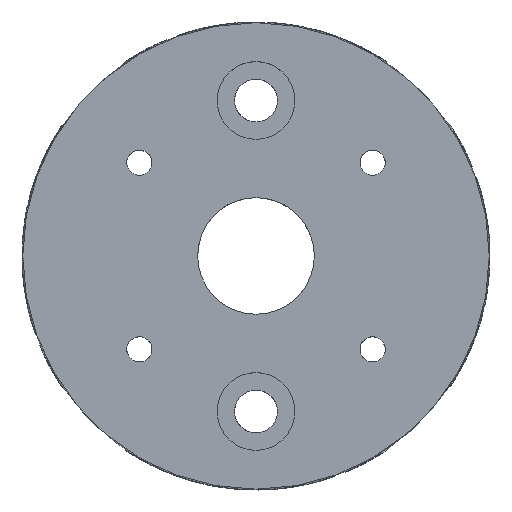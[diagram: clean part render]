
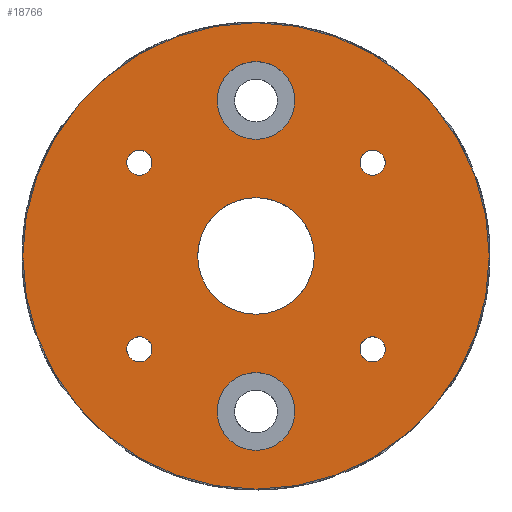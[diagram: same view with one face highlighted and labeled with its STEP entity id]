
A CAD part, top view. The second image highlights one B-rep face of the part: STEP entity #18766.
In plain terms, the highlighted planar face has unit normal (0, 0, 1).
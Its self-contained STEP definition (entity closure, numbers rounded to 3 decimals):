
#553=PLANE('',#19765);
#986=FACE_BOUND('',#4249,.T.);
#987=FACE_BOUND('',#4250,.T.);
#988=FACE_BOUND('',#4251,.T.);
#989=FACE_BOUND('',#4252,.T.);
#990=FACE_BOUND('',#4253,.T.);
#991=FACE_BOUND('',#4254,.T.);
#992=FACE_BOUND('',#4255,.T.);
#3167=FACE_OUTER_BOUND('',#4248,.T.);
#4248=EDGE_LOOP('',(#16685));
#4249=EDGE_LOOP('',(#16686,#16687));
#4250=EDGE_LOOP('',(#16688,#16689));
#4251=EDGE_LOOP('',(#16690,#16691));
#4252=EDGE_LOOP('',(#16692,#16693));
#4253=EDGE_LOOP('',(#16694,#16695));
#4254=EDGE_LOOP('',(#16696,#16697));
#4255=EDGE_LOOP('',(#16698));
#4268=CIRCLE('',#18801,30.);
#4567=CIRCLE('',#19736,1.621);
#4568=CIRCLE('',#19737,1.621);
#4569=CIRCLE('',#19739,1.621);
#4570=CIRCLE('',#19740,1.621);
#4571=CIRCLE('',#19742,1.621);
#4572=CIRCLE('',#19743,1.621);
#4573=CIRCLE('',#19745,1.621);
#4574=CIRCLE('',#19746,1.621);
#4578=CIRCLE('',#19752,5.);
#4579=CIRCLE('',#19753,5.);
#4583=CIRCLE('',#19760,5.);
#4584=CIRCLE('',#19761,5.);
#4585=CIRCLE('',#19764,7.5);
#6905=VERTEX_POINT('',#23001);
#8658=VERTEX_POINT('',#89231);
#8659=VERTEX_POINT('',#89232);
#8660=VERTEX_POINT('',#89237);
#8661=VERTEX_POINT('',#89238);
#8662=VERTEX_POINT('',#89243);
#8663=VERTEX_POINT('',#89244);
#8664=VERTEX_POINT('',#89249);
#8665=VERTEX_POINT('',#89250);
#8669=VERTEX_POINT('',#89262);
#8670=VERTEX_POINT('',#89263);
#8674=VERTEX_POINT('',#89277);
#8675=VERTEX_POINT('',#89278);
#8676=VERTEX_POINT('',#89285);
#8701=EDGE_CURVE('',#6905,#6905,#4268,.T.);
#11324=EDGE_CURVE('',#8658,#8659,#4567,.T.);
#11325=EDGE_CURVE('',#8659,#8658,#4568,.T.);
#11327=EDGE_CURVE('',#8660,#8661,#4569,.T.);
#11328=EDGE_CURVE('',#8661,#8660,#4570,.T.);
#11330=EDGE_CURVE('',#8662,#8663,#4571,.T.);
#11331=EDGE_CURVE('',#8663,#8662,#4572,.T.);
#11333=EDGE_CURVE('',#8664,#8665,#4573,.T.);
#11334=EDGE_CURVE('',#8665,#8664,#4574,.T.);
#11339=EDGE_CURVE('',#8669,#8670,#4578,.T.);
#11340=EDGE_CURVE('',#8670,#8669,#4579,.T.);
#11346=EDGE_CURVE('',#8674,#8675,#4583,.T.);
#11347=EDGE_CURVE('',#8675,#8674,#4584,.T.);
#11350=EDGE_CURVE('',#8676,#8676,#4585,.T.);
#16685=ORIENTED_EDGE('',*,*,#8701,.F.);
#16686=ORIENTED_EDGE('',*,*,#11324,.T.);
#16687=ORIENTED_EDGE('',*,*,#11325,.T.);
#16688=ORIENTED_EDGE('',*,*,#11327,.T.);
#16689=ORIENTED_EDGE('',*,*,#11328,.T.);
#16690=ORIENTED_EDGE('',*,*,#11330,.T.);
#16691=ORIENTED_EDGE('',*,*,#11331,.T.);
#16692=ORIENTED_EDGE('',*,*,#11333,.T.);
#16693=ORIENTED_EDGE('',*,*,#11334,.T.);
#16694=ORIENTED_EDGE('',*,*,#11339,.T.);
#16695=ORIENTED_EDGE('',*,*,#11340,.T.);
#16696=ORIENTED_EDGE('',*,*,#11346,.T.);
#16697=ORIENTED_EDGE('',*,*,#11347,.T.);
#16698=ORIENTED_EDGE('',*,*,#11350,.T.);
#18766=ADVANCED_FACE('',(#3167,#986,#987,#988,#989,#990,#991,#992),#553,
 .F.);
#18801=AXIS2_PLACEMENT_3D('',#23003,#19804,#19805);
#19736=AXIS2_PLACEMENT_3D('',#89233,#22804,#22805);
#19737=AXIS2_PLACEMENT_3D('',#89234,#22806,#22807);
#19739=AXIS2_PLACEMENT_3D('',#89239,#22811,#22812);
#19740=AXIS2_PLACEMENT_3D('',#89240,#22813,#22814);
#19742=AXIS2_PLACEMENT_3D('',#89245,#22818,#22819);
#19743=AXIS2_PLACEMENT_3D('',#89246,#22820,#22821);
#19745=AXIS2_PLACEMENT_3D('',#89251,#22825,#22826);
#19746=AXIS2_PLACEMENT_3D('',#89252,#22827,#22828);
#19752=AXIS2_PLACEMENT_3D('',#89264,#22840,#22841);
#19753=AXIS2_PLACEMENT_3D('',#89265,#22842,#22843);
#19760=AXIS2_PLACEMENT_3D('',#89279,#22858,#22859);
#19761=AXIS2_PLACEMENT_3D('',#89280,#22860,#22861);
#19764=AXIS2_PLACEMENT_3D('',#89286,#22868,#22869);
#19765=AXIS2_PLACEMENT_3D('',#89288,#22871,#22872);
#19804=DIRECTION('center_axis',(0.,0.,-1.));
#19805=DIRECTION('ref_axis',(-1.,0.,0.));
#22804=DIRECTION('center_axis',(0.,0.,-1.));
#22805=DIRECTION('ref_axis',(1.,0.,0.));
#22806=DIRECTION('center_axis',(0.,0.,-1.));
#22807=DIRECTION('ref_axis',(1.,0.,0.));
#22811=DIRECTION('center_axis',(0.,0.,-1.));
#22812=DIRECTION('ref_axis',(1.,0.,0.));
#22813=DIRECTION('center_axis',(0.,0.,-1.));
#22814=DIRECTION('ref_axis',(1.,0.,0.));
#22818=DIRECTION('center_axis',(0.,0.,-1.));
#22819=DIRECTION('ref_axis',(1.,0.,0.));
#22820=DIRECTION('center_axis',(0.,0.,-1.));
#22821=DIRECTION('ref_axis',(1.,0.,0.));
#22825=DIRECTION('center_axis',(0.,0.,-1.));
#22826=DIRECTION('ref_axis',(1.,0.,0.));
#22827=DIRECTION('center_axis',(0.,0.,-1.));
#22828=DIRECTION('ref_axis',(1.,0.,0.));
#22840=DIRECTION('center_axis',(0.,0.,-1.));
#22841=DIRECTION('ref_axis',(1.,0.,0.));
#22842=DIRECTION('center_axis',(0.,0.,-1.));
#22843=DIRECTION('ref_axis',(1.,0.,0.));
#22858=DIRECTION('center_axis',(0.,0.,-1.));
#22859=DIRECTION('ref_axis',(1.,0.,0.));
#22860=DIRECTION('center_axis',(0.,0.,-1.));
#22861=DIRECTION('ref_axis',(1.,0.,0.));
#22868=DIRECTION('center_axis',(0.,0.,-1.));
#22869=DIRECTION('ref_axis',(-1.,0.,0.));
#22871=DIRECTION('center_axis',(0.,0.,-1.));
#22872=DIRECTION('ref_axis',(-1.,0.,0.));
#23001=CARTESIAN_POINT('',(30.,0.,0.));
#23003=CARTESIAN_POINT('Origin',(0.,0.,0.));
#89231=CARTESIAN_POINT('',(-13.379,-12.,0.));
#89232=CARTESIAN_POINT('',(-16.621,-12.,0.));
#89233=CARTESIAN_POINT('Origin',(-15.,-12.,0.));
#89234=CARTESIAN_POINT('Origin',(-15.,-12.,0.));
#89237=CARTESIAN_POINT('',(16.621,-12.,0.));
#89238=CARTESIAN_POINT('',(13.379,-12.,0.));
#89239=CARTESIAN_POINT('Origin',(15.,-12.,0.));
#89240=CARTESIAN_POINT('Origin',(15.,-12.,0.));
#89243=CARTESIAN_POINT('',(16.621,12.,0.));
#89244=CARTESIAN_POINT('',(13.379,12.,0.));
#89245=CARTESIAN_POINT('Origin',(15.,12.,0.));
#89246=CARTESIAN_POINT('Origin',(15.,12.,0.));
#89249=CARTESIAN_POINT('',(-13.379,12.,0.));
#89250=CARTESIAN_POINT('',(-16.621,12.,0.));
#89251=CARTESIAN_POINT('Origin',(-15.,12.,0.));
#89252=CARTESIAN_POINT('Origin',(-15.,12.,0.));
#89262=CARTESIAN_POINT('',(5.,-20.,0.));
#89263=CARTESIAN_POINT('',(-5.,-20.,0.));
#89264=CARTESIAN_POINT('Origin',(0.,-20.,0.));
#89265=CARTESIAN_POINT('Origin',(0.,-20.,0.));
#89277=CARTESIAN_POINT('',(5.,20.,0.));
#89278=CARTESIAN_POINT('',(-5.,20.,0.));
#89279=CARTESIAN_POINT('Origin',(0.,20.,0.));
#89280=CARTESIAN_POINT('Origin',(0.,20.,0.));
#89285=CARTESIAN_POINT('',(7.5,0.,0.));
#89286=CARTESIAN_POINT('Origin',(0.,0.,0.));
#89288=CARTESIAN_POINT('Origin',(0.,0.,0.));
